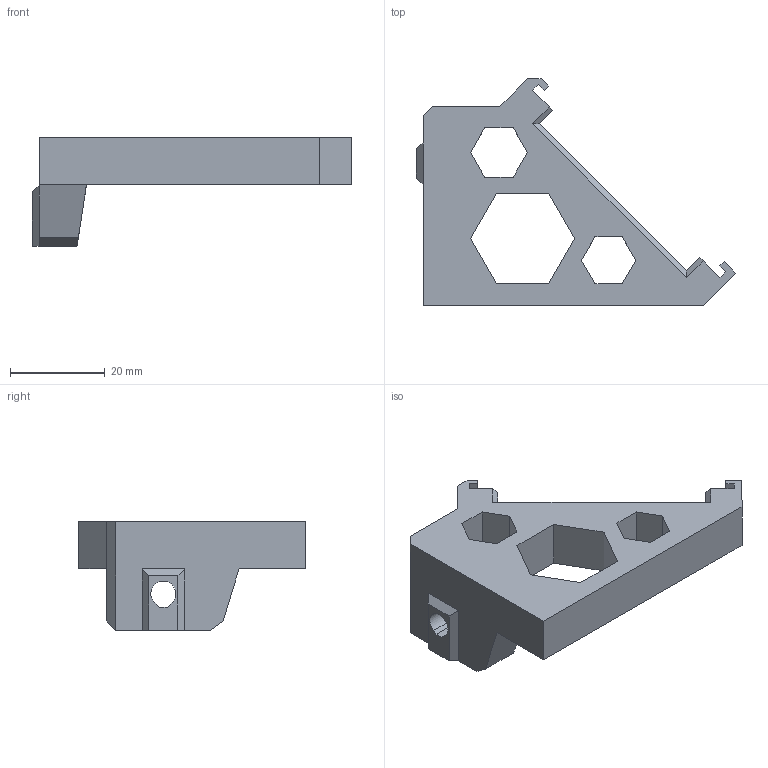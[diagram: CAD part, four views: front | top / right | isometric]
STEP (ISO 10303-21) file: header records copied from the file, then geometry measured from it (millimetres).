
FILE_DESCRIPTION(/* description */ (''),/* implementation_level */ '2;1');
FILE_NAME(/* name */ 'lcd_support_b.step',/* time_stamp */ '2017-10-27T19:50:45+02:00',/* author */ ('gregsaun'),/* organization */ (''),/* preprocessor_version */ 'ST-DEVELOPER v16.13',/* originating_system */ 'Autodesk Translation Framework v6.5.0.72',/* authorisation */ '');
FILE_SCHEMA (('AUTOMOTIVE_DESIGN { 1 0 10303 214 3 1 1 }'));
Length unit declared in the file: millimetre
Products named in the file (1): lcd_support_b
Bounding box: 67.4 x 47.88 x 23 mm (x, y, z)
Volume: 15978.3 mm3; surface area: 7154.6 mm2
Topology: 1 solids, 3 shells, 76 faces, 206 edges, 134 vertices
Faces by surface type: plane 74, cylinder 2
Entity records: 2387 total; most frequent: CARTESIAN_POINT 417, ORIENTED_EDGE 412, DIRECTION 365, EDGE_CURVE 206, LINE 201, VECTOR 201, VERTEX_POINT 134, EDGE_LOOP 82
